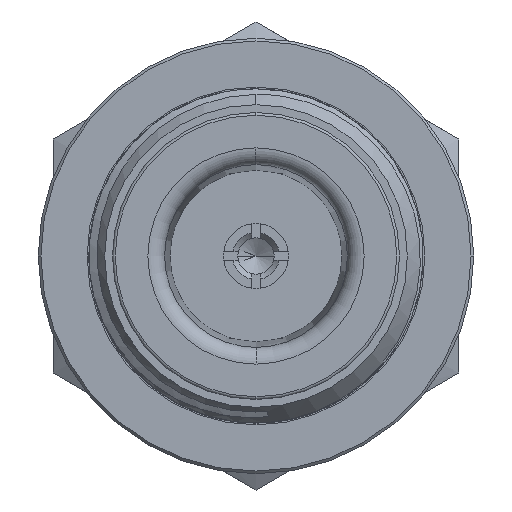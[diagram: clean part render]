
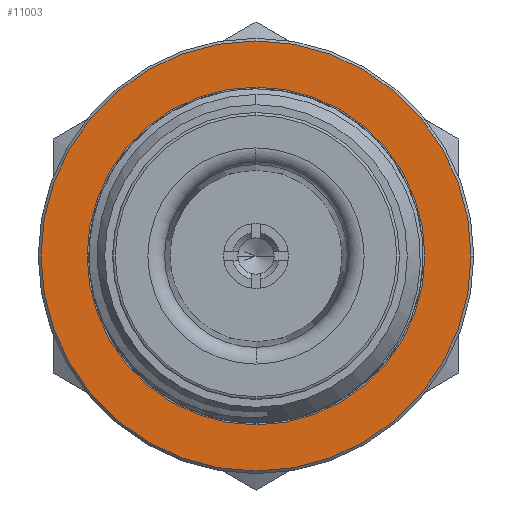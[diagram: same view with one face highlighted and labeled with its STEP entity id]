
A CAD part, left-side view. The second image highlights one B-rep face of the part: STEP entity #11003.
In plain terms, the highlighted planar face has unit normal (-1, 0, 0).
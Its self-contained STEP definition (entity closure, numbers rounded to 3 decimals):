
#940=CARTESIAN_POINT('',(14.783,0.,0.));
#941=DIRECTION('',(1.,0.,0.));
#942=DIRECTION('',(0.,-1.,0.));
#943=AXIS2_PLACEMENT_3D('',#940,#941,#942);
#945=CARTESIAN_POINT('',(14.783,0.,0.));
#946=DIRECTION('',(1.,0.,0.));
#947=DIRECTION('',(0.,1.,0.));
#948=AXIS2_PLACEMENT_3D('',#945,#946,#947);
#950=CARTESIAN_POINT('',(14.783,0.,0.));
#951=DIRECTION('',(-1.,0.,0.));
#952=DIRECTION('',(0.,0.,1.));
#953=AXIS2_PLACEMENT_3D('',#950,#951,#952);
#955=CARTESIAN_POINT('',(14.783,0.,0.));
#956=DIRECTION('',(1.,0.,0.));
#957=DIRECTION('',(0.,0.,1.));
#958=AXIS2_PLACEMENT_3D('',#955,#956,#957);
#8904=CARTESIAN_POINT('',(14.783,0.,7.938));
#8905=CARTESIAN_POINT('',(14.783,0.,-7.938));
#8906=VERTEX_POINT('',#8904);
#8907=VERTEX_POINT('',#8905);
#9500=CARTESIAN_POINT('',(14.783,-10.109,0.));
#9501=CARTESIAN_POINT('',(14.783,10.109,0.));
#9502=VERTEX_POINT('',#9500);
#9503=VERTEX_POINT('',#9501);
#10988=CARTESIAN_POINT('',(14.783,0.,0.));
#10989=DIRECTION('',(-1.,0.,0.));
#10990=DIRECTION('',(0.,0.,1.));
#10991=AXIS2_PLACEMENT_3D('',#10988,#10989,#10990);
#10992=PLANE('',#10991);
#10994=ORIENTED_EDGE('',*,*,#10993,.T.);
#10996=ORIENTED_EDGE('',*,*,#10995,.T.);
#10997=EDGE_LOOP('',(#10994,#10996));
#10998=FACE_OUTER_BOUND('',#10997,.F.);
#10999=ORIENTED_EDGE('',*,*,#10968,.T.);
#11000=ORIENTED_EDGE('',*,*,#10982,.F.);
#11001=EDGE_LOOP('',(#10999,#11000));
#11002=FACE_BOUND('',#11001,.F.);
#11003=ADVANCED_FACE('',(#10998,#11002),#10992,.T.);
#944=CIRCLE('',#943,10.109);
#949=CIRCLE('',#948,10.109);
#954=CIRCLE('',#953,7.938);
#959=CIRCLE('',#958,7.938);
#10968=EDGE_CURVE('',#8906,#8907,#954,.T.);
#10982=EDGE_CURVE('',#8906,#8907,#959,.T.);
#10993=EDGE_CURVE('',#9502,#9503,#944,.T.);
#10995=EDGE_CURVE('',#9503,#9502,#949,.T.);
